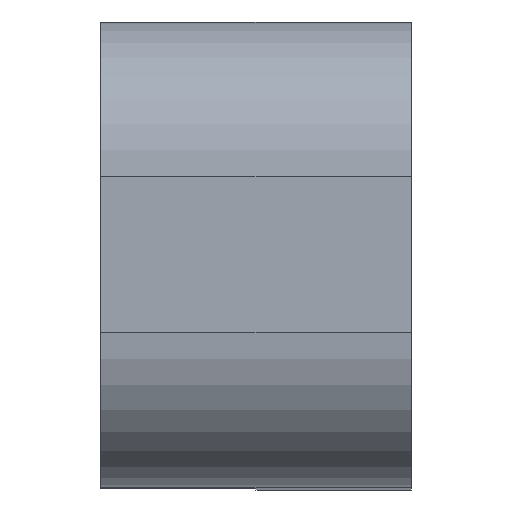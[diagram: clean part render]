
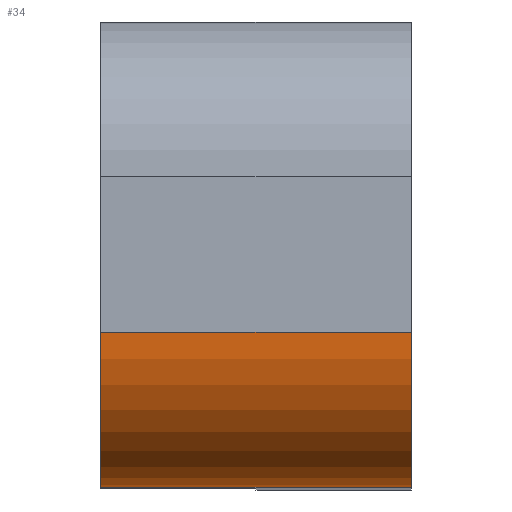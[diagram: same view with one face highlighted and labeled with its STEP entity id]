
A CAD part, top view. The second image highlights one B-rep face of the part: STEP entity #34.
In plain terms, the highlighted cylindrical face has radius 4 mm (diameter 8 mm), a partial arc.
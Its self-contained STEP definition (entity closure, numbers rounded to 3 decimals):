
#27 = ORIENTED_EDGE ( 'NONE', *, *, #297, .F. ) ;
#34 = ADVANCED_FACE ( 'NONE', ( #311 ), #116, .T. ) ;
#35 = DIRECTION ( 'NONE',  ( -1., 0., 0. ) ) ;
#63 = AXIS2_PLACEMENT_3D ( 'NONE', #488, #107, #448 ) ;
#83 = CARTESIAN_POINT ( 'NONE',  ( 0., -2., 18.5 ) ) ;
#92 = LINE ( 'NONE', #334, #222 ) ;
#107 = DIRECTION ( 'NONE',  ( 1., 0., 0. ) ) ;
#116 = CYLINDRICAL_SURFACE ( 'NONE', #377, 4. ) ;
#117 = CARTESIAN_POINT ( 'NONE',  ( 8., -2., 22.5 ) ) ;
#125 = ORIENTED_EDGE ( 'NONE', *, *, #557, .F. ) ;
#129 = DIRECTION ( 'NONE',  ( -1., 0., 0. ) ) ;
#214 = DIRECTION ( 'NONE',  ( 0., 0., 1. ) ) ;
#217 = CARTESIAN_POINT ( 'NONE',  ( 8., -6., 18.5 ) ) ;
#222 = VECTOR ( 'NONE', #282, 1000. ) ;
#261 = VERTEX_POINT ( 'NONE', #373 ) ;
#265 = EDGE_LOOP ( 'NONE', ( #435, #125, #391, #27 ) ) ;
#282 = DIRECTION ( 'NONE',  ( -1., 0., 0. ) ) ;
#297 = EDGE_CURVE ( 'NONE', #390, #261, #92, .T. ) ;
#311 = FACE_OUTER_BOUND ( 'NONE', #265, .T. ) ;
#317 = CARTESIAN_POINT ( 'NONE',  ( 8., -2., 18.5 ) ) ;
#323 = DIRECTION ( 'NONE',  ( 0., 0., -1. ) ) ;
#330 = VERTEX_POINT ( 'NONE', #521 ) ;
#334 = CARTESIAN_POINT ( 'NONE',  ( 8., -6., 18.5 ) ) ;
#352 = CARTESIAN_POINT ( 'NONE',  ( 8., -2., 22.5 ) ) ;
#373 = CARTESIAN_POINT ( 'NONE',  ( 0., -6., 18.5 ) ) ;
#377 = AXIS2_PLACEMENT_3D ( 'NONE', #317, #129, #214 ) ;
#390 = VERTEX_POINT ( 'NONE', #217 ) ;
#391 = ORIENTED_EDGE ( 'NONE', *, *, #440, .F. ) ;
#432 = CIRCLE ( 'NONE', #63, 4. ) ;
#435 = ORIENTED_EDGE ( 'NONE', *, *, #496, .F. ) ;
#440 = EDGE_CURVE ( 'NONE', #261, #330, #547, .T. ) ;
#448 = DIRECTION ( 'NONE',  ( 0., 0., -1. ) ) ;
#451 = LINE ( 'NONE', #352, #492 ) ;
#488 = CARTESIAN_POINT ( 'NONE',  ( 8., -2., 18.5 ) ) ;
#492 = VECTOR ( 'NONE', #535, 1000. ) ;
#496 = EDGE_CURVE ( 'NONE', #561, #390, #432, .T. ) ;
#514 = AXIS2_PLACEMENT_3D ( 'NONE', #83, #35, #323 ) ;
#521 = CARTESIAN_POINT ( 'NONE',  ( 0., -2., 22.5 ) ) ;
#535 = DIRECTION ( 'NONE',  ( 1., 0., 0. ) ) ;
#547 = CIRCLE ( 'NONE', #514, 4. ) ;
#557 = EDGE_CURVE ( 'NONE', #330, #561, #451, .T. ) ;
#561 = VERTEX_POINT ( 'NONE', #117 ) ;
